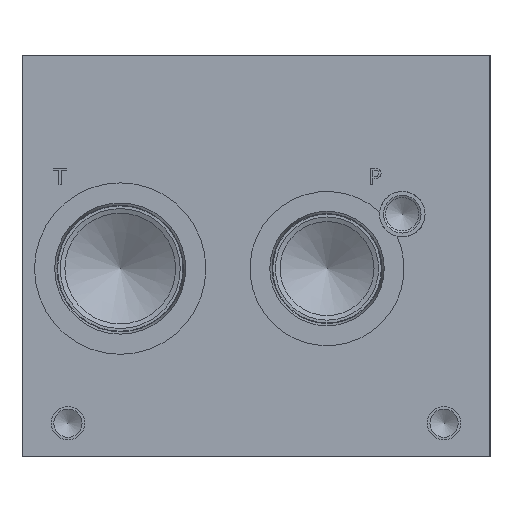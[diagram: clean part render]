
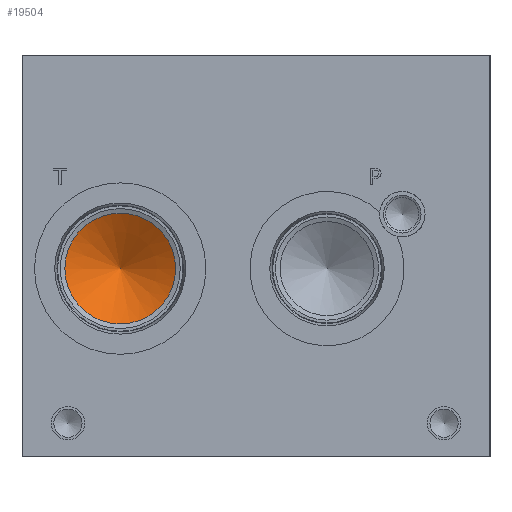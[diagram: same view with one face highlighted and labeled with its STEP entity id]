
A CAD part, left-side view. The second image highlights one B-rep face of the part: STEP entity #19504.
In plain terms, the highlighted conical face has half-angle 60 degrees and reference radius 10.516 mm.
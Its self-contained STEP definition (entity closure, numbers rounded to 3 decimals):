
#228=CONICAL_SURFACE('',#20484,10.516,1.047);
#689=CIRCLE('',#20485,21.031);
#690=CIRCLE('',#20486,21.031);
#2595=FACE_OUTER_BOUND('',#3736,.T.);
#3736=EDGE_LOOP('',(#15930,#15931,#15932,#15933));
#5558=LINE('',#32727,#7196);
#7196=VECTOR('',#23996,10.516);
#8770=VERTEX_POINT('',#32723);
#8771=VERTEX_POINT('',#32724);
#8772=VERTEX_POINT('',#32726);
#11321=EDGE_CURVE('',#8770,#8771,#689,.T.);
#11322=EDGE_CURVE('',#8771,#8772,#5558,.T.);
#11323=EDGE_CURVE('',#8771,#8770,#690,.T.);
#15930=ORIENTED_EDGE('',*,*,#11321,.T.);
#15931=ORIENTED_EDGE('',*,*,#11322,.T.);
#15932=ORIENTED_EDGE('',*,*,#11322,.F.);
#15933=ORIENTED_EDGE('',*,*,#11323,.T.);
#19504=ADVANCED_FACE('',(#2595),#228,.F.);
#20484=AXIS2_PLACEMENT_3D('',#32722,#23992,#23993);
#20485=AXIS2_PLACEMENT_3D('',#32725,#23994,#23995);
#20486=AXIS2_PLACEMENT_3D('',#32728,#23997,#23998);
#23992=DIRECTION('center_axis',(-1.,0.,0.));
#23993=DIRECTION('ref_axis',(0.,1.,0.));
#23994=DIRECTION('center_axis',(-1.,0.,0.));
#23995=DIRECTION('ref_axis',(0.,1.,0.));
#23996=DIRECTION('',(0.5,0.866,0.));
#23997=DIRECTION('center_axis',(-1.,0.,0.));
#23998=DIRECTION('ref_axis',(0.,1.,0.));
#32722=CARTESIAN_POINT('Origin',(42.794,140.487,71.425));
#32723=CARTESIAN_POINT('',(36.722,161.519,71.425));
#32724=CARTESIAN_POINT('',(36.722,119.456,71.425));
#32725=CARTESIAN_POINT('Origin',(36.722,140.487,71.425));
#32726=CARTESIAN_POINT('',(48.865,140.487,71.425));
#32727=CARTESIAN_POINT('',(42.794,129.972,71.425));
#32728=CARTESIAN_POINT('Origin',(36.722,140.487,71.425));
